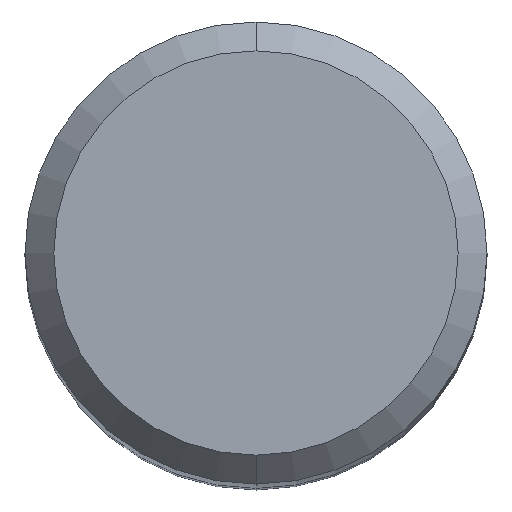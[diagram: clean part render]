
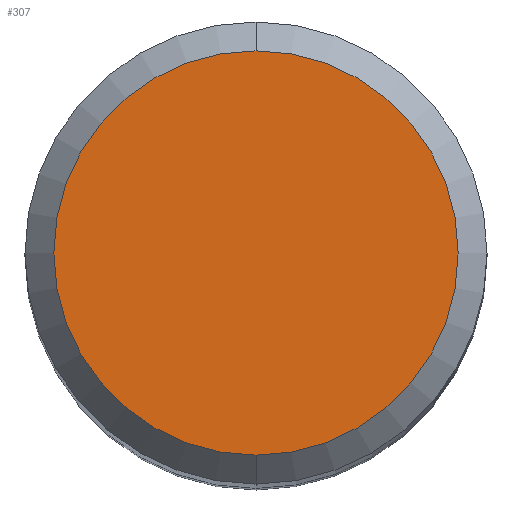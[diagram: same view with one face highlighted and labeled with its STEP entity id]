
A CAD part, top view. The second image highlights one B-rep face of the part: STEP entity #307.
In plain terms, the highlighted planar face has unit normal (0, 0, 1).
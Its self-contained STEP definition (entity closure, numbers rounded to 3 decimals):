
#181=VERTEX_POINT('',#414);
#235=EDGE_CURVE('',#181,#259,#476,.T.);
#259=VERTEX_POINT('',#504);
#285=EDGE_CURVE('',#259,#181,#534,.T.);
#307=ADVANCED_FACE('',(#559),#560,.T.);
#414=CARTESIAN_POINT('',(0.0,2.8,0.0));
#476=CIRCLE('',#766,2.8);
#504=CARTESIAN_POINT('',(0.,-2.8,0.0));
#534=CIRCLE('',#835,2.8);
#559=FACE_OUTER_BOUND('',#866,.T.);
#560=PLANE('',#867);
#766=AXIS2_PLACEMENT_3D('',#1052,#1053,#1054);
#835=AXIS2_PLACEMENT_3D('',#1134,#1135,#1136);
#866=EDGE_LOOP('',(#1170,#1171));
#867=AXIS2_PLACEMENT_3D('',#1172,#1173,#1174);
#1052=CARTESIAN_POINT('',(0.0,0.0,0.0));
#1053=DIRECTION('',(0.0,0.0,-1.0));
#1054=DIRECTION('',(0.0,1.0,0.0));
#1134=CARTESIAN_POINT('',(0.0,0.0,0.0));
#1135=DIRECTION('',(0.0,0.0,-1.0));
#1136=DIRECTION('',(0.0,1.0,0.0));
#1170=ORIENTED_EDGE('',*,*,#235,.F.);
#1171=ORIENTED_EDGE('',*,*,#285,.F.);
#1172=CARTESIAN_POINT('',(0.0,1.4,0.0));
#1173=DIRECTION('',(-0.0,0.0,1.0));
#1174=DIRECTION('',(0.0,-1.0,0.0));
